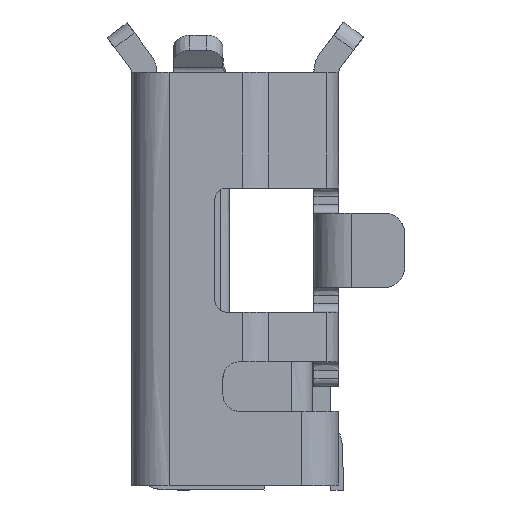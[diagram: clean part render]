
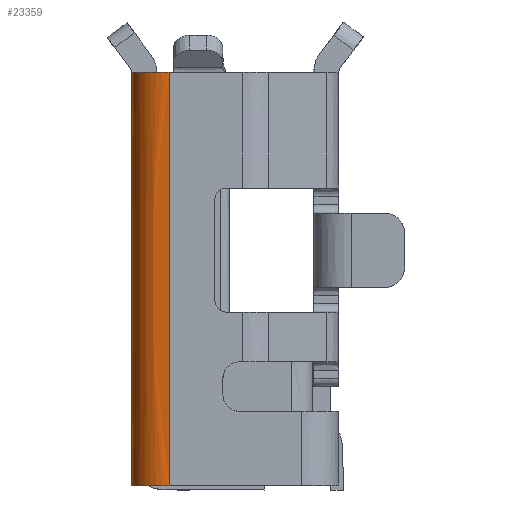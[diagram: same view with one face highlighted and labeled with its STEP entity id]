
A CAD part, left-side view. The second image highlights one B-rep face of the part: STEP entity #23359.
In plain terms, the highlighted free-form (B-spline) face has degree [3, 3] with [10, 4] control points.
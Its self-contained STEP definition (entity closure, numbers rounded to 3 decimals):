
#180 = CARTESIAN_POINT ( 'NONE',  ( 94.714, 2.875, 0.2 ) ) ;
#253 = B_SPLINE_CURVE_WITH_KNOTS ( 'NONE', 3,
 ( #24171, #21592, #21495, #19066, #9428, #11951, #16674, #2578, #19374, #4984 ),
 .UNSPECIFIED., .F., .F.,
 ( 4, 1, 1, 1, 1, 1, 1, 4 ),
 ( 0., 0., 0., 0., 0., 0.001, 0.001, 0.001 ),
 .UNSPECIFIED. ) ;
#463 = CARTESIAN_POINT ( 'NONE',  ( 94.7, 2.875, 5.3 ) ) ;
#505 = CARTESIAN_POINT ( 'NONE',  ( 94.679, 2.876, 0.2 ) ) ;
#716 = CARTESIAN_POINT ( 'NONE',  ( 94.249, 2.446, 3.667 ) ) ;
#1351 = CARTESIAN_POINT ( 'NONE',  ( 94.288, 2.617, 1.933 ) ) ;
#1904 = CARTESIAN_POINT ( 'NONE',  ( 94.25, 2.425, 0.3 ) ) ;
#2143 = B_SPLINE_SURFACE_WITH_KNOTS ( 'NONE', 3, 3, ( 
 ( #180, #24274, #9838, #12276 ),
 ( #505, #14684, #5298, #19477 ),
 ( #24605, #5083, #21911, #15739 ),
 ( #6142, #18233, #11210, #10902 ),
 ( #11115, #3850, #3109, #22991 ),
 ( #25351, #27754, #3950, #19899 ),
 ( #10802, #1351, #30160, #8663 ),
 ( #20645, #8460, #25248, #29529 ),
 ( #27650, #8774, #716, #15948 ),
 ( #18124, #8560, #13342, #30362 ) ),
 .UNSPECIFIED., .F., .F., .F.,
 ( 4, 1, 1, 1, 1, 1, 1, 4 ),
 ( 4, 4 ),
 ( 1.539, 1.773, 2.006, 2.24, 2.473, 2.706, 2.94, 3.173 ),
 ( 0., 5.2 ),
 .UNSPECIFIED. ) ;
#2578 = CARTESIAN_POINT ( 'NONE',  ( 94.257, 2.521, 0.3 ) ) ;
#2922 = VERTEX_POINT ( 'NONE', #8135 ) ;
#3109 = CARTESIAN_POINT ( 'NONE',  ( 94.418, 2.781, 3.667 ) ) ;
#3134 = CARTESIAN_POINT ( 'NONE',  ( 94.344, 2.707, 5.3 ) ) ;
#3850 = CARTESIAN_POINT ( 'NONE',  ( 94.418, 2.781, 1.933 ) ) ;
#3947 = EDGE_LOOP ( 'NONE', ( #29389, #13712, #22506, #20693 ) ) ;
#3950 = CARTESIAN_POINT ( 'NONE',  ( 94.344, 2.707, 3.667 ) ) ;
#4737 = DIRECTION ( 'NONE',  ( 0., 0., 1. ) ) ;
#4984 = CARTESIAN_POINT ( 'NONE',  ( 94.25, 2.425, 0.3 ) ) ;
#5083 = CARTESIAN_POINT ( 'NONE',  ( 94.609, 2.87, 1.933 ) ) ;
#5298 = CARTESIAN_POINT ( 'NONE',  ( 94.679, 2.876, 3.667 ) ) ;
#5739 = CARTESIAN_POINT ( 'NONE',  ( 94.288, 2.617, 5.3 ) ) ;
#6142 = CARTESIAN_POINT ( 'NONE',  ( 94.508, 2.837, 0.2 ) ) ;
#8135 = CARTESIAN_POINT ( 'NONE',  ( 94.25, 2.425, 5.3 ) ) ;
#8460 = CARTESIAN_POINT ( 'NONE',  ( 94.255, 2.516, 1.933 ) ) ;
#8560 = CARTESIAN_POINT ( 'NONE',  ( 94.25, 2.411, 1.933 ) ) ;
#8663 = CARTESIAN_POINT ( 'NONE',  ( 94.288, 2.617, 5.4 ) ) ;
#8731 = VECTOR ( 'NONE', #4737, 1000. ) ;
#8774 = CARTESIAN_POINT ( 'NONE',  ( 94.249, 2.446, 1.933 ) ) ;
#9428 = CARTESIAN_POINT ( 'NONE',  ( 94.418, 2.781, 0.3 ) ) ;
#9838 = CARTESIAN_POINT ( 'NONE',  ( 94.714, 2.875, 3.667 ) ) ;
#10588 = VERTEX_POINT ( 'NONE', #24442 ) ;
#10597 = CARTESIAN_POINT ( 'NONE',  ( 94.257, 2.521, 5.3 ) ) ;
#10802 = CARTESIAN_POINT ( 'NONE',  ( 94.288, 2.617, 0.2 ) ) ;
#10902 = CARTESIAN_POINT ( 'NONE',  ( 94.508, 2.837, 5.4 ) ) ;
#11115 = CARTESIAN_POINT ( 'NONE',  ( 94.418, 2.781, 0.2 ) ) ;
#11183 = VECTOR ( 'NONE', #29459, 1000. ) ;
#11210 = CARTESIAN_POINT ( 'NONE',  ( 94.508, 2.837, 3.667 ) ) ;
#11951 = CARTESIAN_POINT ( 'NONE',  ( 94.344, 2.707, 0.3 ) ) ;
#12276 = CARTESIAN_POINT ( 'NONE',  ( 94.714, 2.875, 5.4 ) ) ;
#12974 = FACE_OUTER_BOUND ( 'NONE', #3947, .T. ) ;
#13342 = CARTESIAN_POINT ( 'NONE',  ( 94.25, 2.411, 3.667 ) ) ;
#13712 = ORIENTED_EDGE ( 'NONE', *, *, #26393, .F. ) ;
#13937 = B_SPLINE_CURVE_WITH_KNOTS ( 'NONE', 3,
 ( #19823, #29759, #27144, #24948, #25054, #3134, #5739, #10597, #15237, #27034 ),
 .UNSPECIFIED., .F., .F.,
 ( 4, 1, 1, 1, 1, 1, 1, 4 ),
 ( 0., 0., 0., 0., 0., 0.001, 0.001, 0.001 ),
 .UNSPECIFIED. ) ;
#14684 = CARTESIAN_POINT ( 'NONE',  ( 94.679, 2.876, 1.933 ) ) ;
#15095 = EDGE_CURVE ( 'NONE', #29561, #2922, #20154, .T. ) ;
#15237 = CARTESIAN_POINT ( 'NONE',  ( 94.25, 2.455, 5.3 ) ) ;
#15511 = LINE ( 'NONE', #19444, #8731 ) ;
#15739 = CARTESIAN_POINT ( 'NONE',  ( 94.609, 2.87, 5.4 ) ) ;
#15948 = CARTESIAN_POINT ( 'NONE',  ( 94.249, 2.446, 5.4 ) ) ;
#16674 = CARTESIAN_POINT ( 'NONE',  ( 94.288, 2.617, 0.3 ) ) ;
#18109 = EDGE_CURVE ( 'NONE', #10588, #29561, #253, .T. ) ;
#18124 = CARTESIAN_POINT ( 'NONE',  ( 94.25, 2.411, 0.2 ) ) ;
#18233 = CARTESIAN_POINT ( 'NONE',  ( 94.508, 2.837, 1.933 ) ) ;
#19066 = CARTESIAN_POINT ( 'NONE',  ( 94.508, 2.837, 0.3 ) ) ;
#19374 = CARTESIAN_POINT ( 'NONE',  ( 94.25, 2.455, 0.3 ) ) ;
#19444 = CARTESIAN_POINT ( 'NONE',  ( 94.7, 2.875, 5.4 ) ) ;
#19469 = EDGE_CURVE ( 'NONE', #26444, #2922, #13937, .T. ) ;
#19477 = CARTESIAN_POINT ( 'NONE',  ( 94.679, 2.876, 5.4 ) ) ;
#19823 = CARTESIAN_POINT ( 'NONE',  ( 94.7, 2.875, 5.3 ) ) ;
#19899 = CARTESIAN_POINT ( 'NONE',  ( 94.344, 2.707, 5.4 ) ) ;
#20154 = LINE ( 'NONE', #27250, #11183 ) ;
#20645 = CARTESIAN_POINT ( 'NONE',  ( 94.255, 2.516, 0.2 ) ) ;
#20693 = ORIENTED_EDGE ( 'NONE', *, *, #15095, .T. ) ;
#21495 = CARTESIAN_POINT ( 'NONE',  ( 94.604, 2.868, 0.3 ) ) ;
#21592 = CARTESIAN_POINT ( 'NONE',  ( 94.67, 2.875, 0.3 ) ) ;
#21911 = CARTESIAN_POINT ( 'NONE',  ( 94.609, 2.87, 3.667 ) ) ;
#22506 = ORIENTED_EDGE ( 'NONE', *, *, #18109, .T. ) ;
#22991 = CARTESIAN_POINT ( 'NONE',  ( 94.418, 2.781, 5.4 ) ) ;
#23359 = ADVANCED_FACE ( 'NONE', ( #12974 ), #2143, .T. ) ;
#24171 = CARTESIAN_POINT ( 'NONE',  ( 94.7, 2.875, 0.3 ) ) ;
#24274 = CARTESIAN_POINT ( 'NONE',  ( 94.714, 2.875, 1.933 ) ) ;
#24442 = CARTESIAN_POINT ( 'NONE',  ( 94.7, 2.875, 0.3 ) ) ;
#24605 = CARTESIAN_POINT ( 'NONE',  ( 94.609, 2.87, 0.2 ) ) ;
#24948 = CARTESIAN_POINT ( 'NONE',  ( 94.508, 2.837, 5.3 ) ) ;
#25054 = CARTESIAN_POINT ( 'NONE',  ( 94.418, 2.781, 5.3 ) ) ;
#25248 = CARTESIAN_POINT ( 'NONE',  ( 94.255, 2.516, 3.667 ) ) ;
#25351 = CARTESIAN_POINT ( 'NONE',  ( 94.344, 2.707, 0.2 ) ) ;
#26393 = EDGE_CURVE ( 'NONE', #10588, #26444, #15511, .T. ) ;
#26444 = VERTEX_POINT ( 'NONE', #463 ) ;
#27034 = CARTESIAN_POINT ( 'NONE',  ( 94.25, 2.425, 5.3 ) ) ;
#27144 = CARTESIAN_POINT ( 'NONE',  ( 94.604, 2.868, 5.3 ) ) ;
#27250 = CARTESIAN_POINT ( 'NONE',  ( 94.25, 2.425, 2.8 ) ) ;
#27650 = CARTESIAN_POINT ( 'NONE',  ( 94.249, 2.446, 0.2 ) ) ;
#27754 = CARTESIAN_POINT ( 'NONE',  ( 94.344, 2.707, 1.933 ) ) ;
#29389 = ORIENTED_EDGE ( 'NONE', *, *, #19469, .F. ) ;
#29459 = DIRECTION ( 'NONE',  ( 0., 0., 1. ) ) ;
#29529 = CARTESIAN_POINT ( 'NONE',  ( 94.255, 2.516, 5.4 ) ) ;
#29561 = VERTEX_POINT ( 'NONE', #1904 ) ;
#29759 = CARTESIAN_POINT ( 'NONE',  ( 94.67, 2.875, 5.3 ) ) ;
#30160 = CARTESIAN_POINT ( 'NONE',  ( 94.288, 2.617, 3.667 ) ) ;
#30362 = CARTESIAN_POINT ( 'NONE',  ( 94.25, 2.411, 5.4 ) ) ;
